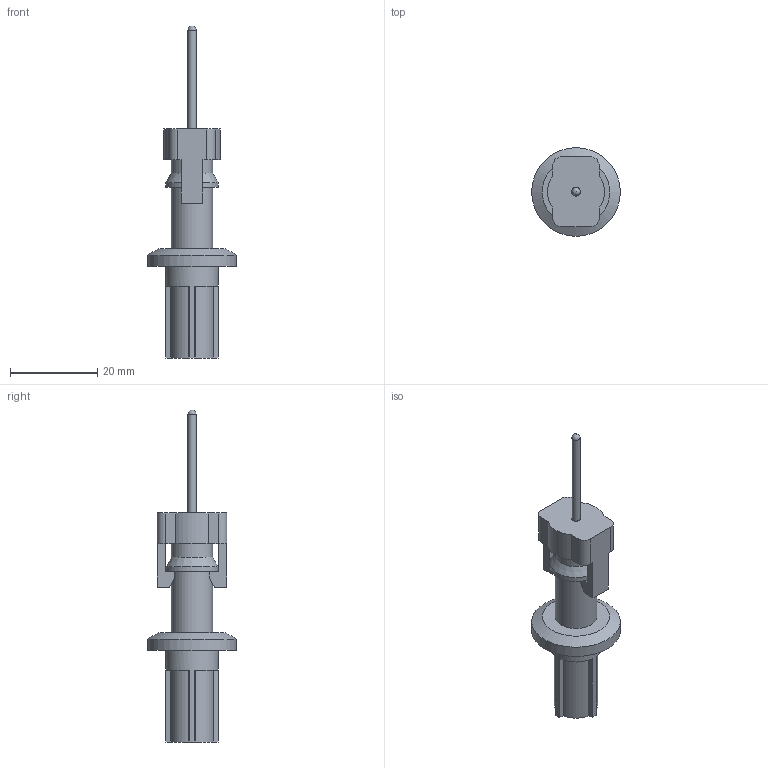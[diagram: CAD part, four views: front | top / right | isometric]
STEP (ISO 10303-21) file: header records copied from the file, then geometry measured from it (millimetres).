
FILE_DESCRIPTION(/* description */ (''),/* implementation_level */ '2;1');
FILE_NAME(/* name */ 'QB-SN1-Q (CX_05-CY_05-CG_05).stp',/* time_stamp */ '2015-10-22T13:48:30-04:00',/* author */ (''),/* organization */ (''),/* preprocessor_version */ 'ST-DEVELOPER v15',/* originating_system */ 'SIEMENS PLM Software NX 8.5',/* authorisation */ '');
FILE_SCHEMA (('CONFIG_CONTROL_DESIGN'));
Length unit declared in the file: inch
Products named in the file (3): 14L203CY_05; 14L203CG_05; 14L203CX_05
Assembly tree (2 placements, depth 2):
  14L203CX_05
    14L203CG_05
    14L203CY_05
Bounding box: 20.32 x 20.32 x 76.09 mm (x, y, z)
Volume: 6167.8 mm3; surface area: 4025.5 mm2
Topology: 3 solids, 3 shells, 69 faces, 172 edges, 115 vertices
Faces by surface type: plane 44, cylinder 20, cone 3, sphere 1, torus 1
Full cylindrical faces by diameter (mm): 1.88 x1, 1.93 x1, 1.999 x1, 2.032 x1, 9.5 x2, 9.601 x1, 11.999 x1, 12.002 x1, 20.32 x1
Entity records: 2230 total; most frequent: DIRECTION 344, CARTESIAN_POINT 328, ORIENTED_EDGE 298, EDGE_CURVE 149, AXIS2_PLACEMENT_3D 123, VERTEX_POINT 107, LINE 98, VECTOR 98
